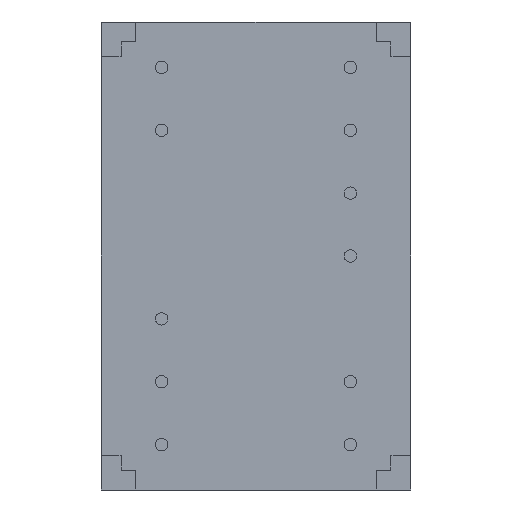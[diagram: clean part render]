
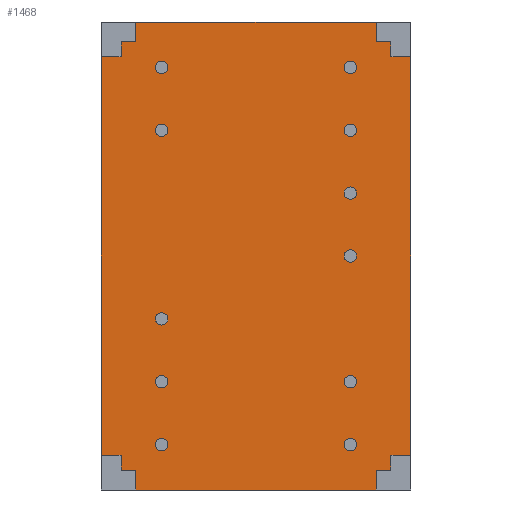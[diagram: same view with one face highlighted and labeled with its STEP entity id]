
A CAD part, front view. The second image highlights one B-rep face of the part: STEP entity #1468.
In plain terms, the highlighted planar face has unit normal (0, -1, 0).
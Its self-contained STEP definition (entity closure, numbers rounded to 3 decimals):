
#107=FACE_OUTER_BOUND('',#214,.T.);
#214=EDGE_LOOP('',(#997,#998,#999,#1000,#1001,#1002,#1003,#1004,#1005,#1006,
#1007,#1008,#1009,#1010,#1011,#1012,#1013,#1014,#1015,#1016));
#319=LINE('',#2182,#488);
#324=LINE('',#2191,#493);
#331=LINE('',#2207,#500);
#333=LINE('',#2211,#502);
#334=LINE('',#2212,#503);
#335=LINE('',#2214,#504);
#336=LINE('',#2216,#505);
#337=LINE('',#2218,#506);
#338=LINE('',#2220,#507);
#339=LINE('',#2222,#508);
#340=LINE('',#2224,#509);
#341=LINE('',#2226,#510);
#342=LINE('',#2228,#511);
#343=LINE('',#2230,#512);
#344=LINE('',#2232,#513);
#345=LINE('',#2234,#514);
#346=LINE('',#2236,#515);
#347=LINE('',#2238,#516);
#348=LINE('',#2240,#517);
#349=LINE('',#2241,#518);
#488=VECTOR('',#1744,10.);
#493=VECTOR('',#1751,10.);
#500=VECTOR('',#1760,10.);
#502=VECTOR('',#1764,10.);
#503=VECTOR('',#1765,10.);
#504=VECTOR('',#1766,10.);
#505=VECTOR('',#1767,10.);
#506=VECTOR('',#1768,10.);
#507=VECTOR('',#1769,10.);
#508=VECTOR('',#1770,10.);
#509=VECTOR('',#1771,10.);
#510=VECTOR('',#1772,10.);
#511=VECTOR('',#1773,10.);
#512=VECTOR('',#1774,10.);
#513=VECTOR('',#1775,10.);
#514=VECTOR('',#1776,10.);
#515=VECTOR('',#1777,10.);
#516=VECTOR('',#1778,10.);
#517=VECTOR('',#1779,10.);
#518=VECTOR('',#1780,10.);
#656=VERTEX_POINT('',#2178);
#658=VERTEX_POINT('',#2181);
#661=VERTEX_POINT('',#2188);
#668=VERTEX_POINT('',#2204);
#669=VERTEX_POINT('',#2206);
#670=VERTEX_POINT('',#2210);
#671=VERTEX_POINT('',#2213);
#672=VERTEX_POINT('',#2215);
#673=VERTEX_POINT('',#2217);
#674=VERTEX_POINT('',#2219);
#675=VERTEX_POINT('',#2221);
#676=VERTEX_POINT('',#2223);
#677=VERTEX_POINT('',#2225);
#678=VERTEX_POINT('',#2227);
#679=VERTEX_POINT('',#2229);
#680=VERTEX_POINT('',#2231);
#681=VERTEX_POINT('',#2233);
#682=VERTEX_POINT('',#2235);
#683=VERTEX_POINT('',#2237);
#684=VERTEX_POINT('',#2239);
#787=EDGE_CURVE('',#658,#656,#319,.T.);
#792=EDGE_CURVE('',#661,#658,#324,.T.);
#799=EDGE_CURVE('',#669,#668,#331,.T.);
#801=EDGE_CURVE('',#656,#670,#333,.T.);
#802=EDGE_CURVE('',#670,#669,#334,.T.);
#803=EDGE_CURVE('',#668,#671,#335,.T.);
#804=EDGE_CURVE('',#671,#672,#336,.T.);
#805=EDGE_CURVE('',#672,#673,#337,.T.);
#806=EDGE_CURVE('',#673,#674,#338,.T.);
#807=EDGE_CURVE('',#674,#675,#339,.T.);
#808=EDGE_CURVE('',#675,#676,#340,.T.);
#809=EDGE_CURVE('',#676,#677,#341,.T.);
#810=EDGE_CURVE('',#677,#678,#342,.T.);
#811=EDGE_CURVE('',#678,#679,#343,.T.);
#812=EDGE_CURVE('',#679,#680,#344,.T.);
#813=EDGE_CURVE('',#680,#681,#345,.T.);
#814=EDGE_CURVE('',#681,#682,#346,.T.);
#815=EDGE_CURVE('',#682,#683,#347,.T.);
#816=EDGE_CURVE('',#683,#684,#348,.T.);
#817=EDGE_CURVE('',#684,#661,#349,.T.);
#997=ORIENTED_EDGE('',*,*,#792,.T.);
#998=ORIENTED_EDGE('',*,*,#787,.T.);
#999=ORIENTED_EDGE('',*,*,#801,.T.);
#1000=ORIENTED_EDGE('',*,*,#802,.T.);
#1001=ORIENTED_EDGE('',*,*,#799,.T.);
#1002=ORIENTED_EDGE('',*,*,#803,.T.);
#1003=ORIENTED_EDGE('',*,*,#804,.T.);
#1004=ORIENTED_EDGE('',*,*,#805,.T.);
#1005=ORIENTED_EDGE('',*,*,#806,.T.);
#1006=ORIENTED_EDGE('',*,*,#807,.T.);
#1007=ORIENTED_EDGE('',*,*,#808,.T.);
#1008=ORIENTED_EDGE('',*,*,#809,.T.);
#1009=ORIENTED_EDGE('',*,*,#810,.T.);
#1010=ORIENTED_EDGE('',*,*,#811,.T.);
#1011=ORIENTED_EDGE('',*,*,#812,.T.);
#1012=ORIENTED_EDGE('',*,*,#813,.T.);
#1013=ORIENTED_EDGE('',*,*,#814,.T.);
#1014=ORIENTED_EDGE('',*,*,#815,.T.);
#1015=ORIENTED_EDGE('',*,*,#816,.T.);
#1016=ORIENTED_EDGE('',*,*,#817,.T.);
#1374=PLANE('',#1609);
#1468=ADVANCED_FACE('',(#107),#1374,.F.);
#1609=AXIS2_PLACEMENT_3D('',#2209,#1762,#1763);
#1744=DIRECTION('',(-1.,0.,0.));
#1751=DIRECTION('',(0.,0.,-1.));
#1760=DIRECTION('',(0.,0.,-1.));
#1762=DIRECTION('center_axis',(0.,1.,0.));
#1763=DIRECTION('ref_axis',(1.,0.,0.));
#1764=DIRECTION('',(0.,0.,-1.));
#1765=DIRECTION('',(-1.,0.,0.));
#1766=DIRECTION('',(1.,0.,0.));
#1767=DIRECTION('',(0.,0.,-1.));
#1768=DIRECTION('',(1.,0.,0.));
#1769=DIRECTION('',(0.,0.,-1.));
#1770=DIRECTION('',(1.,0.,0.));
#1771=DIRECTION('',(0.,0.,1.));
#1772=DIRECTION('',(1.,0.,0.));
#1773=DIRECTION('',(0.,0.,1.));
#1774=DIRECTION('',(1.,0.,0.));
#1775=DIRECTION('',(0.,0.,1.));
#1776=DIRECTION('',(-1.,0.,0.));
#1777=DIRECTION('',(0.,0.,1.));
#1778=DIRECTION('',(-1.,0.,0.));
#1779=DIRECTION('',(0.,0.,1.));
#1780=DIRECTION('',(-1.,0.,0.));
#2178=CARTESIAN_POINT('',(-5.45,1.5,8.65));
#2181=CARTESIAN_POINT('',(-4.85,1.5,8.65));
#2182=CARTESIAN_POINT('',(-2.775,1.5,8.65));
#2188=CARTESIAN_POINT('',(-4.85,1.5,9.45));
#2191=CARTESIAN_POINT('',(-4.85,1.5,4.725));
#2204=CARTESIAN_POINT('',(-6.25,1.5,-8.05));
#2206=CARTESIAN_POINT('',(-6.25,1.5,8.05));
#2207=CARTESIAN_POINT('',(-6.25,1.5,9.45));
#2209=CARTESIAN_POINT('Origin',(0.,1.5,0.));
#2210=CARTESIAN_POINT('',(-5.45,1.5,8.05));
#2211=CARTESIAN_POINT('',(-5.45,1.5,4.375));
#2212=CARTESIAN_POINT('',(-3.125,1.5,8.05));
#2213=CARTESIAN_POINT('',(-5.45,1.5,-8.05));
#2214=CARTESIAN_POINT('',(-3.125,1.5,-8.05));
#2215=CARTESIAN_POINT('',(-5.45,1.5,-8.65));
#2216=CARTESIAN_POINT('',(-5.45,1.5,-4.375));
#2217=CARTESIAN_POINT('',(-4.85,1.5,-8.65));
#2218=CARTESIAN_POINT('',(-2.775,1.5,-8.65));
#2219=CARTESIAN_POINT('',(-4.85,1.5,-9.45));
#2220=CARTESIAN_POINT('',(-4.85,1.5,-4.725));
#2221=CARTESIAN_POINT('',(4.85,1.5,-9.45));
#2222=CARTESIAN_POINT('',(-6.25,1.5,-9.45));
#2223=CARTESIAN_POINT('',(4.85,1.5,-8.65));
#2224=CARTESIAN_POINT('',(4.85,1.5,-4.725));
#2225=CARTESIAN_POINT('',(5.45,1.5,-8.65));
#2226=CARTESIAN_POINT('',(2.775,1.5,-8.65));
#2227=CARTESIAN_POINT('',(5.45,1.5,-8.05));
#2228=CARTESIAN_POINT('',(5.45,1.5,-4.375));
#2229=CARTESIAN_POINT('',(6.25,1.5,-8.05));
#2230=CARTESIAN_POINT('',(3.125,1.5,-8.05));
#2231=CARTESIAN_POINT('',(6.25,1.5,8.05));
#2232=CARTESIAN_POINT('',(6.25,1.5,-9.45));
#2233=CARTESIAN_POINT('',(5.45,1.5,8.05));
#2234=CARTESIAN_POINT('',(3.125,1.5,8.05));
#2235=CARTESIAN_POINT('',(5.45,1.5,8.65));
#2236=CARTESIAN_POINT('',(5.45,1.5,4.375));
#2237=CARTESIAN_POINT('',(4.85,1.5,8.65));
#2238=CARTESIAN_POINT('',(2.775,1.5,8.65));
#2239=CARTESIAN_POINT('',(4.85,1.5,9.45));
#2240=CARTESIAN_POINT('',(4.85,1.5,4.725));
#2241=CARTESIAN_POINT('',(6.25,1.5,9.45));
